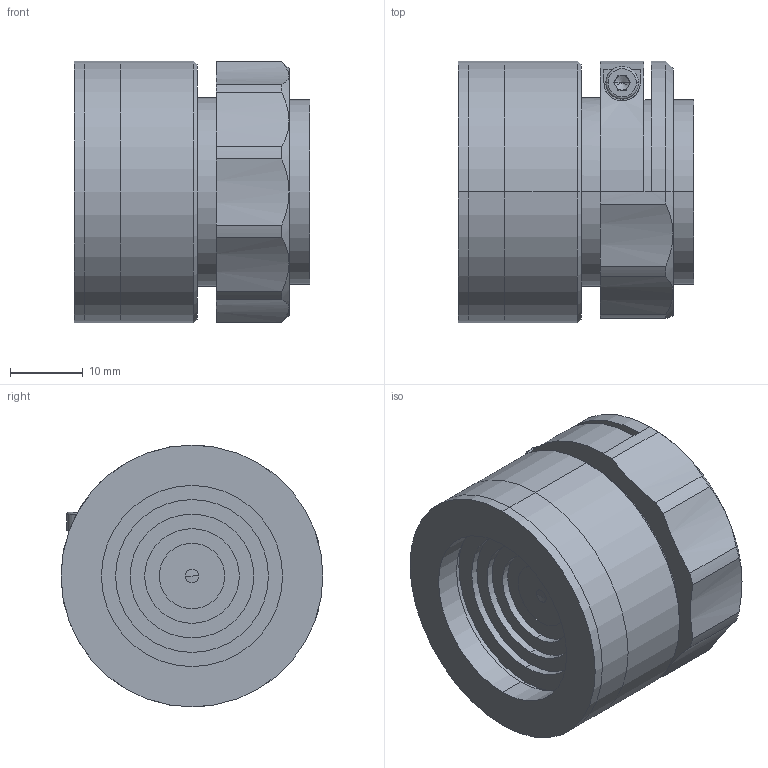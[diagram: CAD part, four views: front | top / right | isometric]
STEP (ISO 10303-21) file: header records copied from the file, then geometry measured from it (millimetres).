
FILE_DESCRIPTION (( 'STEP AP203' ), '1' );
FILE_NAME ('XF-MH035X92.STEP', '2020-11-19T09:08:20', ( 'canrill-02' ), ( '' ), 'SwSTEP 2.0', 'SolidWorks 2014', '' );
FILE_SCHEMA (( 'CONFIG_CONTROL_DESIGN' ));
Length unit declared in the file: millimetre
Products named in the file (1): XF-MH035X92
Bounding box: 32.4 x 36 x 36 mm (x, y, z)
Volume: 20546.7 mm3; surface area: 14147.5 mm2
Topology: 3 solids, 4 shells, 150 faces, 339 edges, 214 vertices
Faces by surface type: cylinder 72, plane 57, cone 17, torus 2, sphere 2
Entity records: 4372 total; most frequent: DIRECTION 805, CARTESIAN_POINT 793, ORIENTED_EDGE 670, EDGE_CURVE 335, AXIS2_PLACEMENT_3D 330, VERTEX_POINT 214, CIRCLE 179, EDGE_LOOP 179
